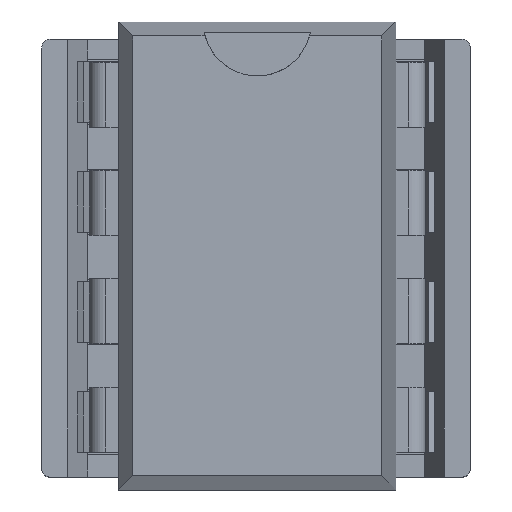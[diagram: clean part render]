
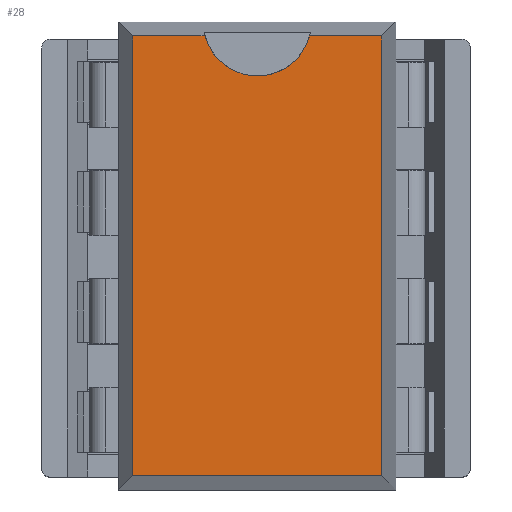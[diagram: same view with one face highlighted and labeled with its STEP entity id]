
A CAD part, top view. The second image highlights one B-rep face of the part: STEP entity #28.
In plain terms, the highlighted planar face has unit normal (0, 0, 1).
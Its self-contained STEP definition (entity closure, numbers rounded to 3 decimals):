
#28 = ADVANCED_FACE('',(#29),#80,.T.);
#29 = FACE_BOUND('',#30,.T.);
#30 = EDGE_LOOP('',(#31,#41,#50,#58,#66,#74));
#31 = ORIENTED_EDGE('',*,*,#32,.T.);
#32 = EDGE_CURVE('',#33,#35,#37,.T.);
#33 = VERTEX_POINT('',#34);
#34 = CARTESIAN_POINT('',(6.714,1.284,8.2)
  );
#35 = VERTEX_POINT('',#36);
#36 = CARTESIAN_POINT('',(5.047,1.284,8.2)
  );
#37 = LINE('',#38,#39);
#38 = CARTESIAN_POINT('',(0.64,1.284,8.2)
  );
#39 = VECTOR('',#40,1.);
#40 = DIRECTION('',(-1.,0.,0.));
#41 = ORIENTED_EDGE('',*,*,#42,.T.);
#42 = EDGE_CURVE('',#35,#43,#45,.T.);
#43 = VERTEX_POINT('',#44);
#44 = CARTESIAN_POINT('',(2.633,1.284,8.2)
  );
#45 = CIRCLE('',#46,1.25);
#46 = AXIS2_PLACEMENT_3D('',#47,#48,#49);
#47 = CARTESIAN_POINT('',(3.84,1.61,8.2)
  );
#48 = DIRECTION('',(0.,0.,-1.));
#49 = DIRECTION('',(1.,0.,0.));
#50 = ORIENTED_EDGE('',*,*,#51,.T.);
#51 = EDGE_CURVE('',#43,#52,#54,.T.);
#52 = VERTEX_POINT('',#53);
#53 = CARTESIAN_POINT('',(0.966,1.284,8.2)
  );
#54 = LINE('',#55,#56);
#55 = CARTESIAN_POINT('',(0.64,1.284,8.2)
  );
#56 = VECTOR('',#57,1.);
#57 = DIRECTION('',(-1.,0.,0.));
#58 = ORIENTED_EDGE('',*,*,#59,.T.);
#59 = EDGE_CURVE('',#52,#60,#62,.T.);
#60 = VERTEX_POINT('',#61);
#61 = CARTESIAN_POINT('',(0.966,-8.864,8.2)
  );
#62 = LINE('',#63,#64);
#63 = CARTESIAN_POINT('',(0.966,-9.19,8.2)
  );
#64 = VECTOR('',#65,1.);
#65 = DIRECTION('',(0.,-1.,0.));
#66 = ORIENTED_EDGE('',*,*,#67,.T.);
#67 = EDGE_CURVE('',#60,#68,#70,.T.);
#68 = VERTEX_POINT('',#69);
#69 = CARTESIAN_POINT('',(6.714,-8.864,8.2)
  );
#70 = LINE('',#71,#72);
#71 = CARTESIAN_POINT('',(7.04,-8.864,8.2)
  );
#72 = VECTOR('',#73,1.);
#73 = DIRECTION('',(1.,0.,0.));
#74 = ORIENTED_EDGE('',*,*,#75,.T.);
#75 = EDGE_CURVE('',#68,#33,#76,.T.);
#76 = LINE('',#77,#78);
#77 = CARTESIAN_POINT('',(6.714,1.284,8.2)
  );
#78 = VECTOR('',#79,1.);
#79 = DIRECTION('',(0.,1.,0.));
#80 = PLANE('',#81);
#81 = AXIS2_PLACEMENT_3D('',#82,#83,#84);
#82 = CARTESIAN_POINT('',(0.64,1.61,8.2)
  );
#83 = DIRECTION('',(0.,0.,1.));
#84 = DIRECTION('',(-1.,0.,0.));
